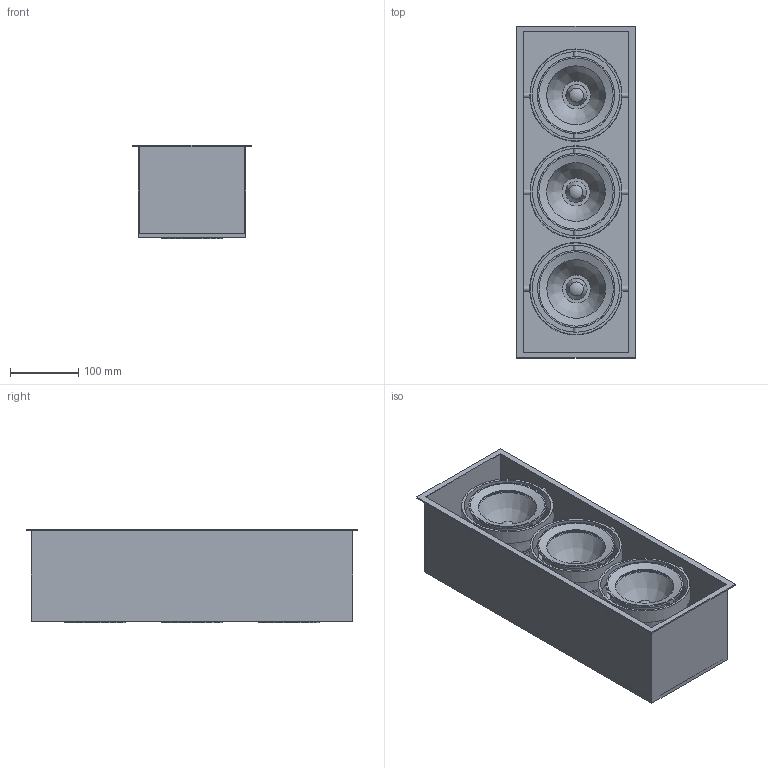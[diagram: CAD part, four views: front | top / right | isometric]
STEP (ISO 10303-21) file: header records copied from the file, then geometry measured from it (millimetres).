
FILE_DESCRIPTION (( 'STEP AP214' ), '1' );
FILE_NAME ('SP_MULTI_3x30W.STEP', '2024-01-09T08:23:39', ( '' ), ( '' ), 'SwSTEP 2.0', 'SolidWorks 2022', '' );
FILE_SCHEMA (( 'AUTOMOTIVE_DESIGN' ));
Length unit declared in the file: millimetre
Products named in the file (1): SP_MULTI_3x30W
Bounding box: 173.4 x 487 x 136.97 mm (x, y, z)
Volume: 2195417.5 mm3; surface area: 884983.2 mm2
Topology: 19 solids, 19 shells, 178 faces, 381 edges, 261 vertices
Faces by surface type: plane 85, cone 45, cylinder 33, bspline 12, sphere 3
Full cylindrical faces by diameter (mm): 8 x6, 31 x3, 86 x3, 90 x6, 92 x3, 94 x3, 96 x3, 113 x3, 127.801 x3
Entity records: 7511 total; most frequent: CARTESIAN_POINT 2153, DIRECTION 640, ORIENTED_EDGE 522, AXIS2_PLACEMENT_3D 296, EDGE_LOOP 294, EDGE_CURVE 261, VERTEX_POINT 219, FACE_OUTER_BOUND 214
